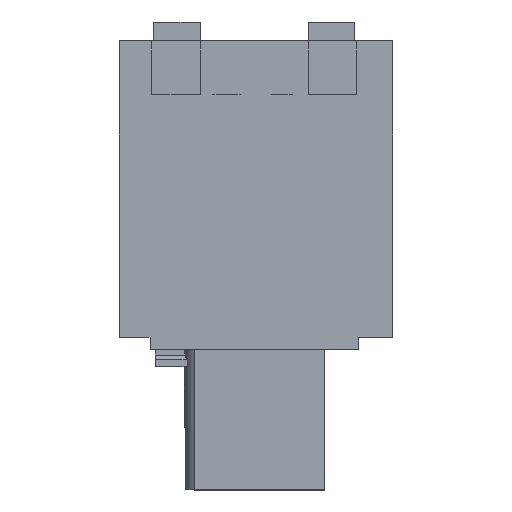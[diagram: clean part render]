
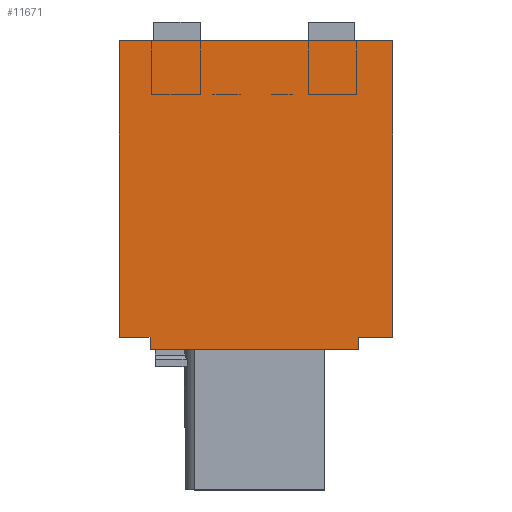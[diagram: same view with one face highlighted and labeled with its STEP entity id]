
A CAD part, left-side view. The second image highlights one B-rep face of the part: STEP entity #11671.
In plain terms, the highlighted planar face has unit normal (-1, 0, 0).
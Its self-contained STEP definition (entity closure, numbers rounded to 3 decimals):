
#11659=AXIS2_PLACEMENT_3D('Plane Axis2P3D',#11656,#11657,#11658) ;
#4263=CARTESIAN_POINT('Vertex',(0.,15.2,25.)) ;
#4266=CARTESIAN_POINT('Line Origine',(0.,7.6,25.)) ;
#4270=CARTESIAN_POINT('Vertex',(0.,0.,25.)) ;
#5433=CARTESIAN_POINT('Vertex',(0.,15.2,8.5)) ;
#5436=CARTESIAN_POINT('Line Origine',(0.,15.2,16.75)) ;
#6295=CARTESIAN_POINT('Vertex',(0.,13.5,8.5)) ;
#6298=CARTESIAN_POINT('Line Origine',(0.,14.35,8.5)) ;
#6326=CARTESIAN_POINT('Vertex',(0.,13.5,7.8)) ;
#6329=CARTESIAN_POINT('Line Origine',(0.,13.5,8.15)) ;
#6357=CARTESIAN_POINT('Vertex',(0.,1.9,8.5)) ;
#6360=CARTESIAN_POINT('Line Origine',(0.,1.9,8.15)) ;
#6364=CARTESIAN_POINT('Vertex',(0.,1.9,7.8)) ;
#6392=CARTESIAN_POINT('Vertex',(0.,0.,8.5)) ;
#6395=CARTESIAN_POINT('Line Origine',(0.,0.95,8.5)) ;
#6436=CARTESIAN_POINT('Line Origine',(0.,0.,16.75)) ;
#9567=CARTESIAN_POINT('Line Origine',(0.,7.7,7.8)) ;
#11656=CARTESIAN_POINT('Axis2P3D Location',(0.,0.,0.)) ;
#4267=DIRECTION('Vector Direction',(0.,1.,0.)) ;
#5437=DIRECTION('Vector Direction',(0.,0.,1.)) ;
#6299=DIRECTION('Vector Direction',(0.,1.,0.)) ;
#6330=DIRECTION('Vector Direction',(0.,0.,1.)) ;
#6361=DIRECTION('Vector Direction',(0.,0.,-1.)) ;
#6396=DIRECTION('Vector Direction',(0.,1.,0.)) ;
#6437=DIRECTION('Vector Direction',(0.,0.,-1.)) ;
#9568=DIRECTION('Vector Direction',(0.,1.,0.)) ;
#11657=DIRECTION('Axis2P3D Direction',(-1.,0.,0.)) ;
#11658=DIRECTION('Axis2P3D XDirection',(0.,0.,1.)) ;
#4268=VECTOR('Line Direction',#4267,1.) ;
#5438=VECTOR('Line Direction',#5437,1.) ;
#6300=VECTOR('Line Direction',#6299,1.) ;
#6331=VECTOR('Line Direction',#6330,1.) ;
#6362=VECTOR('Line Direction',#6361,1.) ;
#6397=VECTOR('Line Direction',#6396,1.) ;
#6438=VECTOR('Line Direction',#6437,1.) ;
#9569=VECTOR('Line Direction',#9568,1.) ;
#11662=ORIENTED_EDGE('',*,*,#6366,.F.) ;
#11663=ORIENTED_EDGE('',*,*,#6399,.F.) ;
#11664=ORIENTED_EDGE('',*,*,#6440,.F.) ;
#11665=ORIENTED_EDGE('',*,*,#4272,.T.) ;
#11666=ORIENTED_EDGE('',*,*,#5440,.F.) ;
#11667=ORIENTED_EDGE('',*,*,#6302,.F.) ;
#11668=ORIENTED_EDGE('',*,*,#6333,.F.) ;
#11669=ORIENTED_EDGE('',*,*,#9571,.F.) ;
#11671=ADVANCED_FACE('HOUSING',(#11670),#11660,.T.) ;
#4272=EDGE_CURVE('',#4271,#4264,#4269,.T.) ;
#5440=EDGE_CURVE('',#5434,#4264,#5439,.T.) ;
#6302=EDGE_CURVE('',#6296,#5434,#6301,.T.) ;
#6333=EDGE_CURVE('',#6327,#6296,#6332,.T.) ;
#6366=EDGE_CURVE('',#6358,#6365,#6363,.T.) ;
#6399=EDGE_CURVE('',#6393,#6358,#6398,.T.) ;
#6440=EDGE_CURVE('',#4271,#6393,#6439,.T.) ;
#9571=EDGE_CURVE('',#6365,#6327,#9570,.T.) ;
#11661=EDGE_LOOP('',(#11662,#11663,#11664,#11665,#11666,#11667,#11668,#11669)) ;
#11670=FACE_OUTER_BOUND('',#11661,.T.) ;
#4269=LINE('Line',#4266,#4268) ;
#5439=LINE('Line',#5436,#5438) ;
#6301=LINE('Line',#6298,#6300) ;
#6332=LINE('Line',#6329,#6331) ;
#6363=LINE('Line',#6360,#6362) ;
#6398=LINE('Line',#6395,#6397) ;
#6439=LINE('Line',#6436,#6438) ;
#9570=LINE('Line',#9567,#9569) ;
#11660=PLANE('',#11659) ;
#4264=VERTEX_POINT('',#4263) ;
#4271=VERTEX_POINT('',#4270) ;
#5434=VERTEX_POINT('',#5433) ;
#6296=VERTEX_POINT('',#6295) ;
#6327=VERTEX_POINT('',#6326) ;
#6358=VERTEX_POINT('',#6357) ;
#6365=VERTEX_POINT('',#6364) ;
#6393=VERTEX_POINT('',#6392) ;
